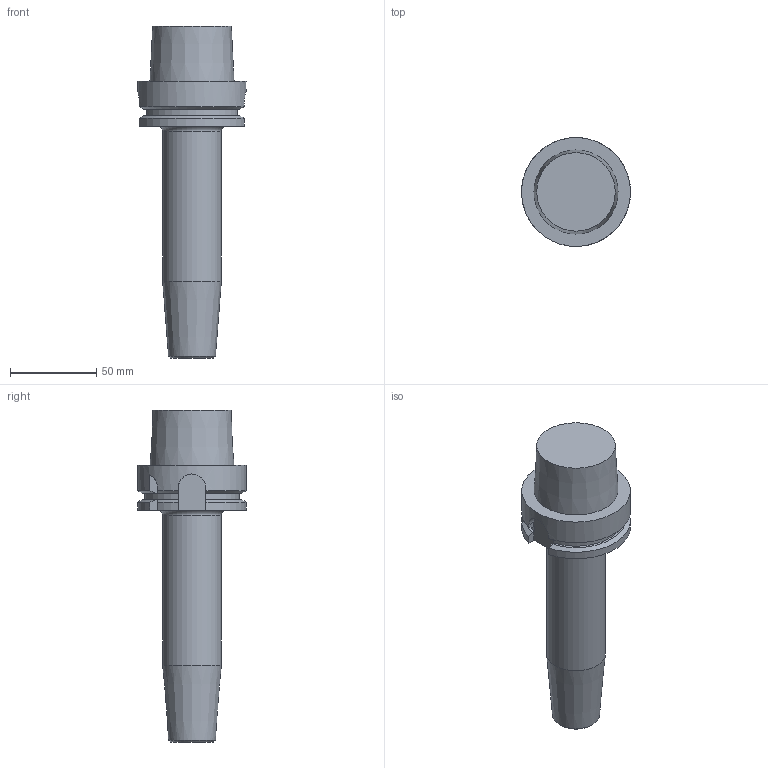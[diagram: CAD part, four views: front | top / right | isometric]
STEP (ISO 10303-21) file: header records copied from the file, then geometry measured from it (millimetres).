
FILE_DESCRIPTION(/* description */ (''),/* implementation_level */ '2;1');
FILE_NAME(/* name */ 'E9304540316160.stp',/* time_stamp */ '2016-12-15T16:09:12+06:00',/* author */ (''),/* organization */ (''),/* preprocessor_version */ 'ST-DEVELOPER v15',/* originating_system */ 'SIEMENS PLM Software NX 8.5',/* authorisation */ '');
FILE_SCHEMA (('AUTOMOTIVE_DESIGN { 1 0 10303 214 3 1 1 1 }'));
Length unit declared in the file: millimetre
Products named in the file (1): inpu1464600C7jb1
Bounding box: 63 x 62.96 x 192 mm (x, y, z)
Volume: 233888.3 mm3; surface area: 36556.4 mm2
Topology: 2 solids, 2 shells, 49 faces, 134 edges, 92 vertices
Faces by surface type: plane 25, cylinder 13, cone 10, torus 1
Full cylindrical faces by diameter (mm): 16 x1, 16.6 x1, 34 x1, 63 x1
Entity records: 1591 total; most frequent: CARTESIAN_POINT 354, ORIENTED_EDGE 244, DIRECTION 236, EDGE_CURVE 122, VERTEX_POINT 88, AXIS2_PLACEMENT_3D 87, LINE 62, VECTOR 62
